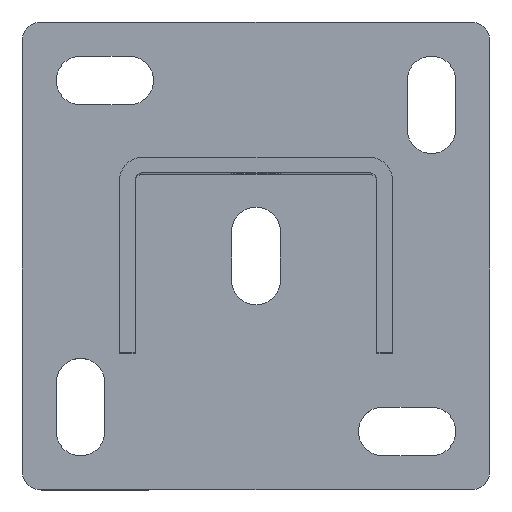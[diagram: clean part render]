
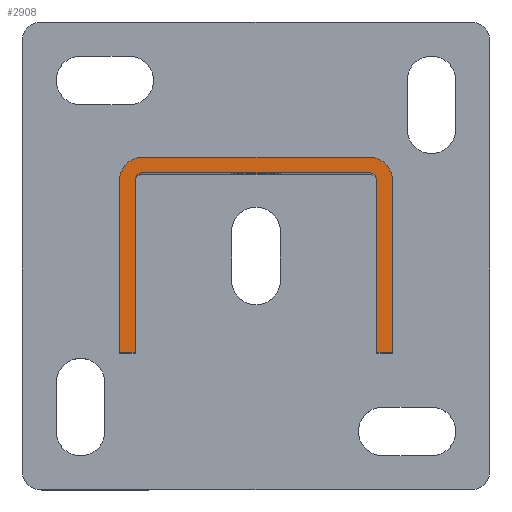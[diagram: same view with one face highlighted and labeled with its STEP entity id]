
A CAD part, top view. The second image highlights one B-rep face of the part: STEP entity #2908.
In plain terms, the highlighted planar face has unit normal (0, 0, 1).
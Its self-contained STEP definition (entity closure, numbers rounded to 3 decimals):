
#17 = LINE ( 'NONE', #173, #154 ) ;
#27 = CARTESIAN_POINT ( 'NONE',  ( -31., -25., 208. ) ) ;
#40 = VERTEX_POINT ( 'NONE', #1491 ) ;
#67 = VECTOR ( 'NONE', #1402, 1000. ) ;
#154 = VECTOR ( 'NONE', #2034, 1000. ) ;
#173 = CARTESIAN_POINT ( 'NONE',  ( 35., -25., 208. ) ) ;
#202 = DIRECTION ( 'NONE',  ( 1., 0., 0. ) ) ;
#251 = CARTESIAN_POINT ( 'NONE',  ( 35., -25., 208. ) ) ;
#282 = DIRECTION ( 'NONE',  ( 0., -1., 0. ) ) ;
#286 = DIRECTION ( 'NONE',  ( 0., 0., -1. ) ) ;
#333 = DIRECTION ( 'NONE',  ( -1., 0., 0. ) ) ;
#351 = CARTESIAN_POINT ( 'NONE',  ( -29., 19., 208. ) ) ;
#378 = PLANE ( 'NONE',  #2999 ) ;
#453 = CARTESIAN_POINT ( 'NONE',  ( -29., 25., 208. ) ) ;
#459 = DIRECTION ( 'NONE',  ( 0., 0., -1. ) ) ;
#506 = AXIS2_PLACEMENT_3D ( 'NONE', #1311, #1900, #202 ) ;
#569 = FACE_OUTER_BOUND ( 'NONE', #2003, .T. ) ;
#578 = ORIENTED_EDGE ( 'NONE', *, *, #2067, .F. ) ;
#624 = VECTOR ( 'NONE', #282, 1000. ) ;
#672 = CARTESIAN_POINT ( 'NONE',  ( -35., -25., 208. ) ) ;
#754 = VERTEX_POINT ( 'NONE', #2864 ) ;
#812 = VERTEX_POINT ( 'NONE', #251 ) ;
#903 = DIRECTION ( 'NONE',  ( 0., 0., -1. ) ) ;
#943 = ORIENTED_EDGE ( 'NONE', *, *, #3124, .F. ) ;
#960 = ORIENTED_EDGE ( 'NONE', *, *, #1925, .F. ) ;
#969 = CARTESIAN_POINT ( 'NONE',  ( -29., 25., 208. ) ) ;
#1081 = CARTESIAN_POINT ( 'NONE',  ( -31., -25., 208. ) ) ;
#1112 = CARTESIAN_POINT ( 'NONE',  ( 29., 19., 208. ) ) ;
#1144 = CIRCLE ( 'NONE', #506, 2. ) ;
#1160 = EDGE_CURVE ( 'NONE', #1666, #3407, #3479, .T. ) ;
#1162 = CARTESIAN_POINT ( 'NONE',  ( 29., 25., 208. ) ) ;
#1190 = ORIENTED_EDGE ( 'NONE', *, *, #1295, .F. ) ;
#1196 = AXIS2_PLACEMENT_3D ( 'NONE', #2966, #459, #2446 ) ;
#1223 = ORIENTED_EDGE ( 'NONE', *, *, #2657, .F. ) ;
#1256 = EDGE_CURVE ( 'NONE', #1974, #754, #1144, .T. ) ;
#1276 = ORIENTED_EDGE ( 'NONE', *, *, #2528, .T. ) ;
#1295 = EDGE_CURVE ( 'NONE', #3407, #1679, #1883, .T. ) ;
#1311 = CARTESIAN_POINT ( 'NONE',  ( 29., 19., 208. ) ) ;
#1340 = LINE ( 'NONE', #2192, #624 ) ;
#1402 = DIRECTION ( 'NONE',  ( 1., 0., 0. ) ) ;
#1427 = VERTEX_POINT ( 'NONE', #27 ) ;
#1483 = ORIENTED_EDGE ( 'NONE', *, *, #2789, .T. ) ;
#1491 = CARTESIAN_POINT ( 'NONE',  ( -35., 19., 208. ) ) ;
#1616 = VERTEX_POINT ( 'NONE', #672 ) ;
#1655 = DIRECTION ( 'NONE',  ( 0., 1., 0. ) ) ;
#1666 = VERTEX_POINT ( 'NONE', #453 ) ;
#1679 = VERTEX_POINT ( 'NONE', #1878 ) ;
#1706 = CARTESIAN_POINT ( 'NONE',  ( -29., 19., 208. ) ) ;
#1750 = CIRCLE ( 'NONE', #2701, 6. ) ;
#1756 = DIRECTION ( 'NONE',  ( 0., -1., 0. ) ) ;
#1815 = ORIENTED_EDGE ( 'NONE', *, *, #2016, .T. ) ;
#1878 = CARTESIAN_POINT ( 'NONE',  ( 35., 19., 208. ) ) ;
#1883 = CIRCLE ( 'NONE', #1196, 6. ) ;
#1900 = DIRECTION ( 'NONE',  ( 0., 0., -1. ) ) ;
#1925 = EDGE_CURVE ( 'NONE', #812, #3137, #17, .T. ) ;
#1974 = VERTEX_POINT ( 'NONE', #3568 ) ;
#1983 = ORIENTED_EDGE ( 'NONE', *, *, #1256, .T. ) ;
#2003 = EDGE_LOOP ( 'NONE', ( #1815, #960, #578, #1190, #3588, #1223, #943, #3083, #1483, #2501, #1276, #1983 ) ) ;
#2016 = EDGE_CURVE ( 'NONE', #754, #3137, #1340, .T. ) ;
#2034 = DIRECTION ( 'NONE',  ( -1., 0., 0. ) ) ;
#2067 = EDGE_CURVE ( 'NONE', #1679, #812, #2599, .T. ) ;
#2192 = CARTESIAN_POINT ( 'NONE',  ( 31., 19., 208. ) ) ;
#2276 = CARTESIAN_POINT ( 'NONE',  ( -35., -25., 208. ) ) ;
#2285 = DIRECTION ( 'NONE',  ( 1., 0., 0. ) ) ;
#2315 = LINE ( 'NONE', #2276, #2342 ) ;
#2322 = CARTESIAN_POINT ( 'NONE',  ( 35., 19., 208. ) ) ;
#2342 = VECTOR ( 'NONE', #3437, 1000. ) ;
#2446 = DIRECTION ( 'NONE',  ( -1., 0., 0. ) ) ;
#2501 = ORIENTED_EDGE ( 'NONE', *, *, #3599, .T. ) ;
#2509 = VECTOR ( 'NONE', #1655, 1000. ) ;
#2528 = EDGE_CURVE ( 'NONE', #3390, #1974, #3435, .T. ) ;
#2599 = LINE ( 'NONE', #2322, #3371 ) ;
#2650 = CARTESIAN_POINT ( 'NONE',  ( -31., 19., 208. ) ) ;
#2657 = EDGE_CURVE ( 'NONE', #40, #1666, #1750, .T. ) ;
#2701 = AXIS2_PLACEMENT_3D ( 'NONE', #1706, #2835, #333 ) ;
#2720 = CARTESIAN_POINT ( 'NONE',  ( -31., -25., 208. ) ) ;
#2760 = CIRCLE ( 'NONE', #3352, 2. ) ;
#2789 = EDGE_CURVE ( 'NONE', #1427, #3163, #3300, .T. ) ;
#2835 = DIRECTION ( 'NONE',  ( 0., 0., -1. ) ) ;
#2856 = EDGE_CURVE ( 'NONE', #1427, #1616, #3594, .T. ) ;
#2864 = CARTESIAN_POINT ( 'NONE',  ( 31., 19., 208. ) ) ;
#2908 = ADVANCED_FACE ( 'NONE', ( #569 ), #378, .F. ) ;
#2918 = DIRECTION ( 'NONE',  ( -1., 0., 0. ) ) ;
#2966 = CARTESIAN_POINT ( 'NONE',  ( 29., 19., 208. ) ) ;
#2999 = AXIS2_PLACEMENT_3D ( 'NONE', #1112, #286, #3181 ) ;
#3083 = ORIENTED_EDGE ( 'NONE', *, *, #2856, .F. ) ;
#3124 = EDGE_CURVE ( 'NONE', #1616, #40, #2315, .T. ) ;
#3129 = CARTESIAN_POINT ( 'NONE',  ( 31., -25., 208. ) ) ;
#3137 = VERTEX_POINT ( 'NONE', #3129 ) ;
#3163 = VERTEX_POINT ( 'NONE', #2650 ) ;
#3181 = DIRECTION ( 'NONE',  ( -1., 0., 0. ) ) ;
#3300 = LINE ( 'NONE', #2720, #2509 ) ;
#3352 = AXIS2_PLACEMENT_3D ( 'NONE', #351, #903, #3438 ) ;
#3367 = VECTOR ( 'NONE', #2285, 1000. ) ;
#3371 = VECTOR ( 'NONE', #1756, 1000. ) ;
#3390 = VERTEX_POINT ( 'NONE', #3442 ) ;
#3407 = VERTEX_POINT ( 'NONE', #1162 ) ;
#3412 = CARTESIAN_POINT ( 'NONE',  ( -29., 21., 208. ) ) ;
#3435 = LINE ( 'NONE', #3412, #67 ) ;
#3437 = DIRECTION ( 'NONE',  ( 0., 1., 0. ) ) ;
#3438 = DIRECTION ( 'NONE',  ( 1., 0., 0. ) ) ;
#3442 = CARTESIAN_POINT ( 'NONE',  ( -29., 21., 208. ) ) ;
#3479 = LINE ( 'NONE', #969, #3367 ) ;
#3568 = CARTESIAN_POINT ( 'NONE',  ( 29., 21., 208. ) ) ;
#3587 = VECTOR ( 'NONE', #2918, 1000. ) ;
#3588 = ORIENTED_EDGE ( 'NONE', *, *, #1160, .F. ) ;
#3594 = LINE ( 'NONE', #1081, #3587 ) ;
#3599 = EDGE_CURVE ( 'NONE', #3163, #3390, #2760, .T. ) ;
